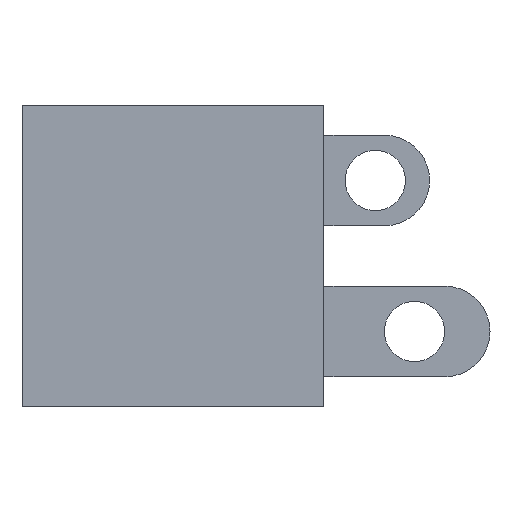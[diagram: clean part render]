
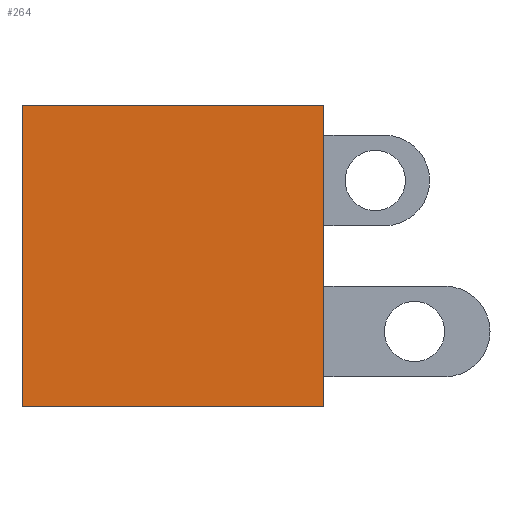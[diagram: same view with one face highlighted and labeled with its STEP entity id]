
A CAD part, front view. The second image highlights one B-rep face of the part: STEP entity #264.
In plain terms, the highlighted planar face has unit normal (0, -1, 0).
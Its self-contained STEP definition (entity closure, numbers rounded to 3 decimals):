
#84 = DIRECTION ( 'NONE',  ( 0., 0., -1. ) ) ;
#91 = EDGE_CURVE ( 'NONE', #1344, #629, #184, .T. ) ;
#101 = LINE ( 'NONE', #746, #1246 ) ;
#102 = CARTESIAN_POINT ( 'NONE',  ( -2.5, -0.65, 2.5 ) ) ;
#165 = ORIENTED_EDGE ( 'NONE', *, *, #431, .T. ) ;
#173 = AXIS2_PLACEMENT_3D ( 'NONE', #697, #1341, #84 ) ;
#184 = LINE ( 'NONE', #1002, #734 ) ;
#205 = VECTOR ( 'NONE', #1041, 1000. ) ;
#223 = LINE ( 'NONE', #492, #739 ) ;
#264 = ADVANCED_FACE ( 'NONE', ( #587 ), #1230, .T. ) ;
#323 = CARTESIAN_POINT ( 'NONE',  ( -2.5, -0.65, -2.5 ) ) ;
#431 = EDGE_CURVE ( 'NONE', #629, #1216, #1209, .T. ) ;
#492 = CARTESIAN_POINT ( 'NONE',  ( -2.5, -0.65, -2.5 ) ) ;
#539 = DIRECTION ( 'NONE',  ( 0., 0., 1. ) ) ;
#547 = ORIENTED_EDGE ( 'NONE', *, *, #91, .T. ) ;
#566 = DIRECTION ( 'NONE',  ( -1., 0., 0. ) ) ;
#587 = FACE_OUTER_BOUND ( 'NONE', #714, .T. ) ;
#629 = VERTEX_POINT ( 'NONE', #809 ) ;
#659 = ORIENTED_EDGE ( 'NONE', *, *, #1181, .T. ) ;
#680 = CARTESIAN_POINT ( 'NONE',  ( 2.5, -0.65, -2.5 ) ) ;
#697 = CARTESIAN_POINT ( 'NONE',  ( 0., -0.65, 0. ) ) ;
#714 = EDGE_LOOP ( 'NONE', ( #929, #547, #165, #659 ) ) ;
#734 = VECTOR ( 'NONE', #566, 1000. ) ;
#739 = VECTOR ( 'NONE', #1340, 1000. ) ;
#746 = CARTESIAN_POINT ( 'NONE',  ( 2.5, -0.65, 2.5 ) ) ;
#766 = CARTESIAN_POINT ( 'NONE',  ( 2.5, -0.65, 2.5 ) ) ;
#809 = CARTESIAN_POINT ( 'NONE',  ( -2.5, -0.65, 2.5 ) ) ;
#827 = EDGE_CURVE ( 'NONE', #1125, #1344, #101, .T. ) ;
#929 = ORIENTED_EDGE ( 'NONE', *, *, #827, .T. ) ;
#1002 = CARTESIAN_POINT ( 'NONE',  ( -2.5, -0.65, 2.5 ) ) ;
#1041 = DIRECTION ( 'NONE',  ( 0., 0., -1. ) ) ;
#1125 = VERTEX_POINT ( 'NONE', #680 ) ;
#1181 = EDGE_CURVE ( 'NONE', #1216, #1125, #223, .T. ) ;
#1209 = LINE ( 'NONE', #102, #205 ) ;
#1216 = VERTEX_POINT ( 'NONE', #323 ) ;
#1230 = PLANE ( 'NONE',  #173 ) ;
#1246 = VECTOR ( 'NONE', #539, 1000. ) ;
#1340 = DIRECTION ( 'NONE',  ( 1., 0., 0. ) ) ;
#1341 = DIRECTION ( 'NONE',  ( 0., -1., 0. ) ) ;
#1344 = VERTEX_POINT ( 'NONE', #766 ) ;
